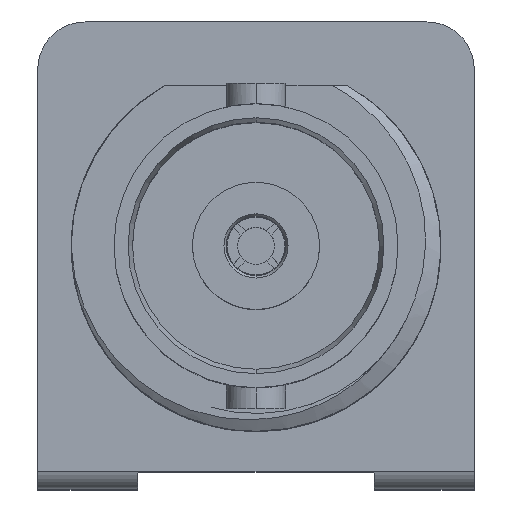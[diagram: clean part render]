
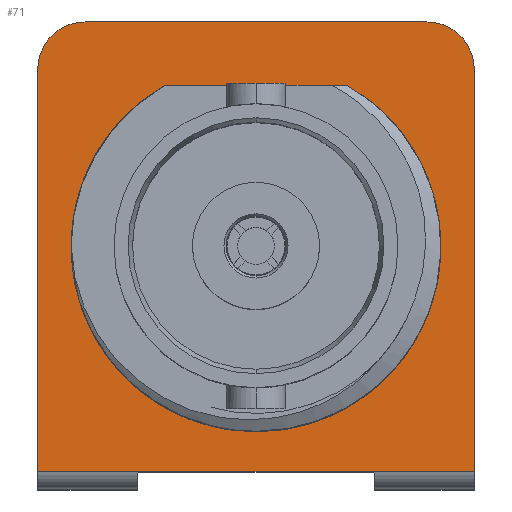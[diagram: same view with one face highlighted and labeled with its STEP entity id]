
A CAD part, top view. The second image highlights one B-rep face of the part: STEP entity #71.
In plain terms, the highlighted planar face has unit normal (0, 0, 1).
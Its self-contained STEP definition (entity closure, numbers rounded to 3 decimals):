
#71=ADVANCED_FACE('',(#290,#291),#292,.T.);
#290=FACE_OUTER_BOUND('',#689,.T.);
#291=FACE_BOUND('',#690,.T.);
#292=PLANE('',#691);
#689=EDGE_LOOP('',(#3523,#3524,#3525,#3526,#3527,#3528));
#690=EDGE_LOOP('',(#3529,#3530,#3531,#3532,#3533));
#691=AXIS2_PLACEMENT_3D('',#3534,#3535,#3536);
#3523=ORIENTED_EDGE('',*,*,#4843,.T.);
#3524=ORIENTED_EDGE('',*,*,#4844,.T.);
#3525=ORIENTED_EDGE('',*,*,#4845,.T.);
#3526=ORIENTED_EDGE('',*,*,#4846,.T.);
#3527=ORIENTED_EDGE('',*,*,#4847,.T.);
#3528=ORIENTED_EDGE('',*,*,#4848,.T.);
#3529=ORIENTED_EDGE('',*,*,#4849,.T.);
#3530=ORIENTED_EDGE('',*,*,#4850,.T.);
#3531=ORIENTED_EDGE('',*,*,#4851,.T.);
#3532=ORIENTED_EDGE('',*,*,#4842,.T.);
#3533=ORIENTED_EDGE('',*,*,#4852,.F.);
#3534=CARTESIAN_POINT('',(0.0,0.0,-21.2));
#3535=DIRECTION('',(0.0,0.0,1.0));
#3536=DIRECTION('',(1.0,-0.0,0.0));
#4842=EDGE_CURVE('',#5351,#5489,#5491,.T.);
#4843=EDGE_CURVE('',#5492,#5493,#5494,.T.);
#4844=EDGE_CURVE('',#5493,#5495,#5496,.T.);
#4845=EDGE_CURVE('',#5495,#5497,#5498,.T.);
#4846=EDGE_CURVE('',#5497,#5499,#5500,.T.);
#4847=EDGE_CURVE('',#5499,#5501,#5502,.T.);
#4848=EDGE_CURVE('',#5501,#5492,#5503,.T.);
#4849=EDGE_CURVE('',#5504,#5505,#5506,.T.);
#4850=EDGE_CURVE('',#5505,#5507,#5508,.T.);
#4851=EDGE_CURVE('',#5507,#5351,#5509,.T.);
#4852=EDGE_CURVE('',#5504,#5489,#5510,.T.);
#5351=VERTEX_POINT('',#7023);
#5489=VERTEX_POINT('',#7422);
#5491=LINE('',#7425,#7426);
#5492=VERTEX_POINT('',#7427);
#5493=VERTEX_POINT('',#7428);
#5494=LINE('',#7429,#7430);
#5495=VERTEX_POINT('',#7431);
#5496=CIRCLE('',#7432,1.6);
#5497=VERTEX_POINT('',#7433);
#5498=LINE('',#7434,#7435);
#5499=VERTEX_POINT('',#7436);
#5500=CIRCLE('',#7437,1.6);
#5501=VERTEX_POINT('',#7438);
#5502=LINE('',#7439,#7440);
#5503=LINE('',#7441,#7442);
#5504=VERTEX_POINT('',#7443);
#5505=VERTEX_POINT('',#7444);
#5506=B_SPLINE_CURVE_WITH_KNOTS('',3,(#7445,#7446,#7447,#7448,#7449,#7450,#7451,#7452,#7453,#7454,#7455,#7456,#7457,#7458,#7459,#7460,#7461,#7462,#7463),.UNSPECIFIED.,.F.,.F.,(4,1,1,1,1,1,1,1,1,1,1,1,1,1,1,1,4),(0.0,0.063,0.125,0.188,0.25,0.313,0.375,0.438,0.5,0.563,0.625,0.688,0.75,0.813,0.875,0.938,1.0),.UNSPECIFIED.);
#5507=VERTEX_POINT('',#7464);
#5508=B_SPLINE_CURVE_WITH_KNOTS('',3,(#7465,#7466,#7467,#7468,#7469,#7470),.UNSPECIFIED.,.F.,.F.,(4,1,1,4),(0.0,0.333,0.667,1.0),.UNSPECIFIED.);
#5509=B_SPLINE_CURVE_WITH_KNOTS('',3,(#7471,#7472,#7473,#7474,#7475,#7476,#7477,#7478,#7479,#7480,#7481,#7482,#7483,#7484,#7485,#7486,#7487,#7488),.UNSPECIFIED.,.F.,.F.,(4,1,1,1,1,1,1,1,1,1,1,1,1,1,1,4),(0.0,0.067,0.133,0.2,0.267,0.333,0.4,0.467,0.533,0.6,0.667,0.733,0.8,0.867,0.933,1.0),.UNSPECIFIED.);
#5510=CIRCLE('',#7489,6.25);
#7023=CARTESIAN_POINT('',(-2.897,5.45,-21.2));
#7422=CARTESIAN_POINT('',(3.059,5.45,-21.2));
#7425=CARTESIAN_POINT('',(-2.897,5.45,-21.2));
#7426=VECTOR('',#9780,5.956);
#7427=CARTESIAN_POINT('',(7.38,-7.6,-21.2));
#7428=CARTESIAN_POINT('',(7.38,6.0,-21.2));
#7429=CARTESIAN_POINT('',(7.38,-7.6,-21.2));
#7430=VECTOR('',#9781,13.6);
#7431=CARTESIAN_POINT('',(5.78,7.6,-21.2));
#7432=AXIS2_PLACEMENT_3D('',#9782,#9783,#9784);
#7433=CARTESIAN_POINT('',(-5.78,7.6,-21.2));
#7434=CARTESIAN_POINT('',(5.78,7.6,-21.2));
#7435=VECTOR('',#9785,11.56);
#7436=CARTESIAN_POINT('',(-7.38,6.0,-21.2));
#7437=AXIS2_PLACEMENT_3D('',#9786,#9787,#9788);
#7438=CARTESIAN_POINT('',(-7.38,-7.6,-21.2));
#7439=CARTESIAN_POINT('',(-7.38,6.0,-21.2));
#7440=VECTOR('',#9789,13.6);
#7441=CARTESIAN_POINT('',(-7.38,-7.6,-21.2));
#7442=VECTOR('',#9790,14.76);
#7443=CARTESIAN_POINT('',(4.788,4.017,-21.2));
#7444=CARTESIAN_POINT('',(-0.787,-5.597,-21.2));
#7445=CARTESIAN_POINT('',(4.788,4.017,-21.2));
#7446=CARTESIAN_POINT('',(4.987,3.76,-21.2));
#7447=CARTESIAN_POINT('',(5.339,3.222,-21.2));
#7448=CARTESIAN_POINT('',(5.736,2.348,-21.2));
#7449=CARTESIAN_POINT('',(5.994,1.419,-21.2));
#7450=CARTESIAN_POINT('',(6.102,0.475,-21.2));
#7451=CARTESIAN_POINT('',(6.063,-0.481,-21.2));
#7452=CARTESIAN_POINT('',(5.877,-1.404,-21.2));
#7453=CARTESIAN_POINT('',(5.554,-2.281,-21.2));
#7454=CARTESIAN_POINT('',(5.096,-3.101,-21.2));
#7455=CARTESIAN_POINT('',(4.512,-3.844,-21.2));
#7456=CARTESIAN_POINT('',(3.811,-4.486,-21.2));
#7457=CARTESIAN_POINT('',(3.075,-4.97,-21.2));
#7458=CARTESIAN_POINT('',(2.337,-5.317,-21.2));
#7459=CARTESIAN_POINT('',(1.588,-5.551,-21.2));
#7460=CARTESIAN_POINT('',(0.813,-5.683,-21.2));
#7461=CARTESIAN_POINT('',(0.007,-5.706,-21.2));
#7462=CARTESIAN_POINT('',(-0.522,-5.647,-21.2));
#7463=CARTESIAN_POINT('',(-0.787,-5.597,-21.2));
#7464=CARTESIAN_POINT('',(-2.995,-4.794,-21.2));
#7465=CARTESIAN_POINT('',(-0.787,-5.597,-21.2));
#7466=CARTESIAN_POINT('',(-1.05,-5.56,-21.2));
#7467=CARTESIAN_POINT('',(-1.564,-5.451,-21.2));
#7468=CARTESIAN_POINT('',(-2.309,-5.18,-21.2));
#7469=CARTESIAN_POINT('',(-2.771,-4.934,-21.2));
#7470=CARTESIAN_POINT('',(-2.995,-4.794,-21.2));
#7471=CARTESIAN_POINT('',(-2.995,-4.794,-21.2));
#7472=CARTESIAN_POINT('',(-3.237,-4.657,-21.2));
#7473=CARTESIAN_POINT('',(-3.695,-4.351,-21.2));
#7474=CARTESIAN_POINT('',(-4.31,-3.798,-21.2));
#7475=CARTESIAN_POINT('',(-4.844,-3.154,-21.2));
#7476=CARTESIAN_POINT('',(-5.281,-2.438,-21.2));
#7477=CARTESIAN_POINT('',(-5.611,-1.664,-21.2));
#7478=CARTESIAN_POINT('',(-5.828,-0.84,-21.2));
#7479=CARTESIAN_POINT('',(-5.924,-0.002,-21.2));
#7480=CARTESIAN_POINT('',(-5.899,0.847,-21.2));
#7481=CARTESIAN_POINT('',(-5.752,1.693,-21.2));
#7482=CARTESIAN_POINT('',(-5.477,2.528,-21.2));
#7483=CARTESIAN_POINT('',(-5.079,3.32,-21.2));
#7484=CARTESIAN_POINT('',(-4.595,4.012,-21.2));
#7485=CARTESIAN_POINT('',(-4.068,4.584,-21.2));
#7486=CARTESIAN_POINT('',(-3.506,5.062,-21.2));
#7487=CARTESIAN_POINT('',(-3.104,5.329,-21.2));
#7488=CARTESIAN_POINT('',(-2.897,5.45,-21.2));
#7489=AXIS2_PLACEMENT_3D('',#9791,#9792,#9793);
#9780=DIRECTION('',(1.0,0.0,0.0));
#9781=DIRECTION('',(0.0,1.0,0.0));
#9782=CARTESIAN_POINT('',(5.78,6.0,-21.2));
#9783=DIRECTION('',(0.0,0.0,1.0));
#9784=DIRECTION('',(1.0,0.0,0.0));
#9785=DIRECTION('',(-1.0,0.0,0.0));
#9786=CARTESIAN_POINT('',(-5.78,6.0,-21.2));
#9787=DIRECTION('',(0.0,-0.0,1.0));
#9788=DIRECTION('',(0.0,1.0,0.0));
#9789=DIRECTION('',(0.0,-1.0,0.0));
#9790=DIRECTION('',(1.0,0.0,0.0));
#9791=CARTESIAN_POINT('',(0.0,0.0,-21.2));
#9792=DIRECTION('',(0.0,-0.0,1.0));
#9793=DIRECTION('',(0.766,0.643,0.0));
